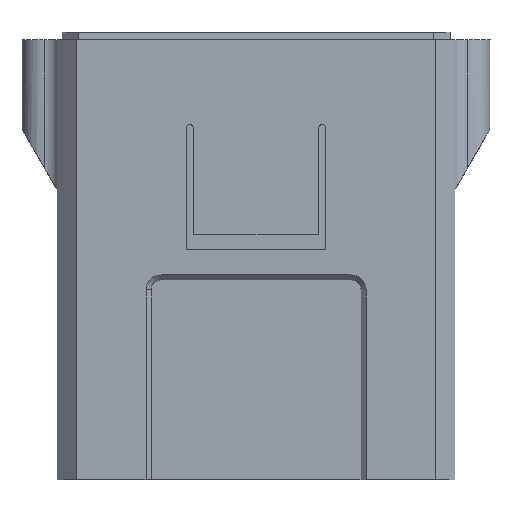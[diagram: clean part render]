
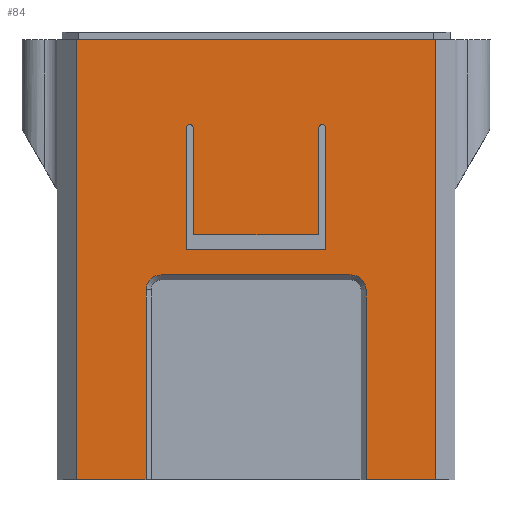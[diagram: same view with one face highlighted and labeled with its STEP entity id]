
A CAD part, front view. The second image highlights one B-rep face of the part: STEP entity #84.
In plain terms, the highlighted planar face has unit normal (0, -1, 0).
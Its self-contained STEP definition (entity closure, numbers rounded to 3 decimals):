
#60=FACE_BOUND('',#266,.T.);
#61=FACE_BOUND('',#267,.T.);
#84=ADVANCED_FACE('',(#60,#61),#154,.T.);
#154=PLANE('',#1357);
#266=EDGE_LOOP('',(#386,#387,#388,#389,#390,#391,#392,#393,#394,#395));
#267=EDGE_LOOP('',(#396,#397,#398,#399,#400,#401,#402,#403));
#348=CIRCLE('',#1353,3.);
#349=CIRCLE('',#1354,3.);
#350=CIRCLE('',#1355,0.75);
#351=CIRCLE('',#1356,0.75);
#386=ORIENTED_EDGE('',*,*,#876,.F.);
#387=ORIENTED_EDGE('',*,*,#877,.T.);
#388=ORIENTED_EDGE('',*,*,#878,.T.);
#389=ORIENTED_EDGE('',*,*,#879,.T.);
#390=ORIENTED_EDGE('',*,*,#880,.T.);
#391=ORIENTED_EDGE('',*,*,#881,.T.);
#392=ORIENTED_EDGE('',*,*,#882,.F.);
#393=ORIENTED_EDGE('',*,*,#883,.T.);
#394=ORIENTED_EDGE('',*,*,#884,.T.);
#395=ORIENTED_EDGE('',*,*,#885,.T.);
#396=ORIENTED_EDGE('',*,*,#886,.T.);
#397=ORIENTED_EDGE('',*,*,#887,.T.);
#398=ORIENTED_EDGE('',*,*,#888,.T.);
#399=ORIENTED_EDGE('',*,*,#889,.T.);
#400=ORIENTED_EDGE('',*,*,#890,.T.);
#401=ORIENTED_EDGE('',*,*,#891,.T.);
#402=ORIENTED_EDGE('',*,*,#892,.T.);
#403=ORIENTED_EDGE('',*,*,#893,.T.);
#754=VERTEX_POINT('',#1845);
#755=VERTEX_POINT('',#1846);
#756=VERTEX_POINT('',#1848);
#757=VERTEX_POINT('',#1850);
#758=VERTEX_POINT('',#1852);
#759=VERTEX_POINT('',#1854);
#760=VERTEX_POINT('',#1856);
#761=VERTEX_POINT('',#1858);
#762=VERTEX_POINT('',#1860);
#763=VERTEX_POINT('',#1862);
#764=VERTEX_POINT('',#1865);
#765=VERTEX_POINT('',#1866);
#766=VERTEX_POINT('',#1868);
#767=VERTEX_POINT('',#1870);
#768=VERTEX_POINT('',#1872);
#769=VERTEX_POINT('',#1874);
#770=VERTEX_POINT('',#1876);
#771=VERTEX_POINT('',#1878);
#876=EDGE_CURVE('',#754,#755,#1058,.T.);
#877=EDGE_CURVE('',#754,#756,#1059,.T.);
#878=EDGE_CURVE('',#756,#757,#348,.T.);
#879=EDGE_CURVE('',#757,#758,#1060,.T.);
#880=EDGE_CURVE('',#758,#759,#349,.T.);
#881=EDGE_CURVE('',#759,#760,#1061,.T.);
#882=EDGE_CURVE('',#761,#760,#1062,.T.);
#883=EDGE_CURVE('',#761,#762,#1063,.T.);
#884=EDGE_CURVE('',#762,#763,#1064,.T.);
#885=EDGE_CURVE('',#763,#755,#1065,.T.);
#886=EDGE_CURVE('',#764,#765,#1066,.T.);
#887=EDGE_CURVE('',#765,#766,#1067,.T.);
#888=EDGE_CURVE('',#766,#767,#1068,.T.);
#889=EDGE_CURVE('',#767,#768,#350,.T.);
#890=EDGE_CURVE('',#768,#769,#1069,.T.);
#891=EDGE_CURVE('',#769,#770,#1070,.T.);
#892=EDGE_CURVE('',#770,#771,#1071,.T.);
#893=EDGE_CURVE('',#771,#764,#351,.T.);
#1058=LINE('',#1844,#1210);
#1059=LINE('',#1847,#1211);
#1060=LINE('',#1851,#1212);
#1061=LINE('',#1855,#1213);
#1062=LINE('',#1857,#1214);
#1063=LINE('',#1859,#1215);
#1064=LINE('',#1861,#1216);
#1065=LINE('',#1863,#1217);
#1066=LINE('',#1864,#1218);
#1067=LINE('',#1867,#1219);
#1068=LINE('',#1869,#1220);
#1069=LINE('',#1873,#1221);
#1070=LINE('',#1875,#1222);
#1071=LINE('',#1877,#1223);
#1210=VECTOR('',#1475,1.);
#1211=VECTOR('',#1476,1.);
#1212=VECTOR('',#1479,1.);
#1213=VECTOR('',#1482,1.);
#1214=VECTOR('',#1483,1.);
#1215=VECTOR('',#1484,1.);
#1216=VECTOR('',#1485,1.);
#1217=VECTOR('',#1486,1.);
#1218=VECTOR('',#1487,1.);
#1219=VECTOR('',#1488,1.);
#1220=VECTOR('',#1489,1.);
#1221=VECTOR('',#1492,1.);
#1222=VECTOR('',#1493,1.);
#1223=VECTOR('',#1494,1.);
#1353=AXIS2_PLACEMENT_3D('',#1849,#1477,#1478);
#1354=AXIS2_PLACEMENT_3D('',#1853,#1480,#1481);
#1355=AXIS2_PLACEMENT_3D('',#1871,#1490,#1491);
#1356=AXIS2_PLACEMENT_3D('',#1879,#1495,#1496);
#1357=AXIS2_PLACEMENT_3D('',#1880,#1497,#1498);
#1475=DIRECTION('',(-1.,0.,0.));
#1476=DIRECTION('',(0.,0.,1.));
#1477=DIRECTION('',(0.,1.,0.));
#1478=DIRECTION('',(0.,0.,-1.));
#1479=DIRECTION('',(1.,0.,0.));
#1480=DIRECTION('',(0.,1.,0.));
#1481=DIRECTION('',(0.,0.,-1.));
#1482=DIRECTION('',(0.,0.,-1.));
#1483=DIRECTION('',(-1.,0.,0.));
#1484=DIRECTION('',(0.,0.,1.));
#1485=DIRECTION('',(-1.,0.,0.));
#1486=DIRECTION('',(0.,0.,-1.));
#1487=DIRECTION('',(0.,0.,-1.));
#1488=DIRECTION('',(-1.,0.,0.));
#1489=DIRECTION('',(0.,0.,1.));
#1490=DIRECTION('',(0.,1.,0.));
#1491=DIRECTION('',(1.,0.,0.));
#1492=DIRECTION('',(0.,0.,-1.));
#1493=DIRECTION('',(1.,0.,0.));
#1494=DIRECTION('',(0.,0.,1.));
#1495=DIRECTION('',(0.,1.,0.));
#1496=DIRECTION('',(-1.,0.,0.));
#1497=DIRECTION('',(0.,-1.,0.));
#1498=DIRECTION('',(0.,0.,-1.));
#1844=CARTESIAN_POINT('',(79.6,0.,0.));
#1845=CARTESIAN_POINT('',(17.8,0.,0.));
#1846=CARTESIAN_POINT('',(3.874,0.,0.));
#1847=CARTESIAN_POINT('',(17.8,0.,37.955));
#1848=CARTESIAN_POINT('',(17.8,0.,37.955));
#1849=CARTESIAN_POINT('',(20.8,0.,37.955));
#1850=CARTESIAN_POINT('',(20.8,0.,40.955));
#1851=CARTESIAN_POINT('',(58.8,0.,40.955));
#1852=CARTESIAN_POINT('',(58.8,0.,40.955));
#1853=CARTESIAN_POINT('',(58.8,0.,37.955));
#1854=CARTESIAN_POINT('',(61.8,0.,37.955));
#1855=CARTESIAN_POINT('',(61.8,0.,0.));
#1856=CARTESIAN_POINT('',(61.8,0.,0.));
#1857=CARTESIAN_POINT('',(79.6,0.,0.));
#1858=CARTESIAN_POINT('',(75.726,0.,0.));
#1859=CARTESIAN_POINT('',(75.726,0.,88.));
#1860=CARTESIAN_POINT('',(75.726,0.,88.));
#1861=CARTESIAN_POINT('',(79.6,0.,88.));
#1862=CARTESIAN_POINT('',(3.874,0.,88.));
#1863=CARTESIAN_POINT('',(3.874,0.,88.));
#1864=CARTESIAN_POINT('',(53.8,0.,70.25));
#1865=CARTESIAN_POINT('',(53.8,0.,70.25));
#1866=CARTESIAN_POINT('',(53.8,0.,46.));
#1867=CARTESIAN_POINT('',(53.8,0.,46.));
#1868=CARTESIAN_POINT('',(25.8,0.,46.));
#1869=CARTESIAN_POINT('',(25.8,0.,46.));
#1870=CARTESIAN_POINT('',(25.8,0.,70.25));
#1871=CARTESIAN_POINT('',(26.55,0.,70.25));
#1872=CARTESIAN_POINT('',(27.3,0.,70.25));
#1873=CARTESIAN_POINT('',(27.3,0.,70.25));
#1874=CARTESIAN_POINT('',(27.3,0.,49.));
#1875=CARTESIAN_POINT('',(27.3,0.,49.));
#1876=CARTESIAN_POINT('',(52.3,0.,49.));
#1877=CARTESIAN_POINT('',(52.3,0.,49.));
#1878=CARTESIAN_POINT('',(52.3,0.,70.25));
#1879=CARTESIAN_POINT('',(53.05,0.,70.25));
#1880=CARTESIAN_POINT('',(79.6,0.,88.));
